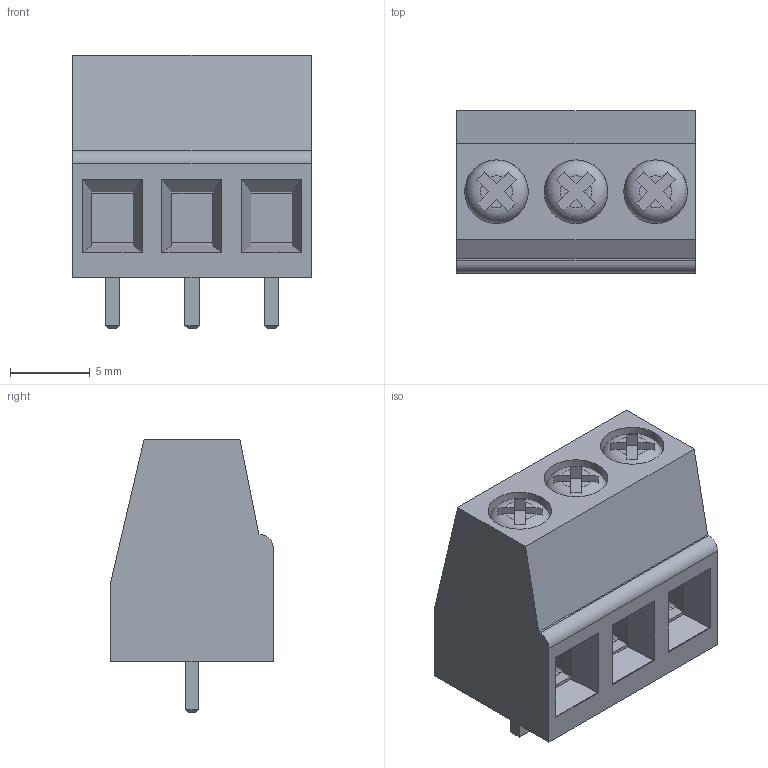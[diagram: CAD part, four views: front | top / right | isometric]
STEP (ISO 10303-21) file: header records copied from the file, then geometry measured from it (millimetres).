
FILE_DESCRIPTION(('FreeCAD Model'),'2;1');
FILE_NAME('TerminalBlock_Degson_DG128-5.0-03P.step', '2019-11-29T20:00:32',('Author'),(''), 'Open CASCADE STEP processor 7.3','FreeCAD','Unknown');
FILE_SCHEMA(('AUTOMOTIVE_DESIGN { 1 0 10303 214 1 1 1 1 }'));
Length unit declared in the file: millimetre
Products named in the file (1): Fusion
Bounding box: 15 x 10.2 x 17.2 mm (x, y, z)
Volume: 1443.6 mm3; surface area: 1722.5 mm2
Topology: 1 solids, 1 shells, 187 faces, 498 edges, 325 vertices
Faces by surface type: plane 168, cylinder 16, torus 3
Full cylindrical faces by diameter (mm): 4 x3
Entity records: 14064 total; most frequent: CARTESIAN_POINT 3016, DIRECTION 1702, LINE 1180, VECTOR 1180, ORIENTED_EDGE 996, PCURVE 996, DEFINITIONAL_REPRESENTATION 996, EDGE_CURVE 498
